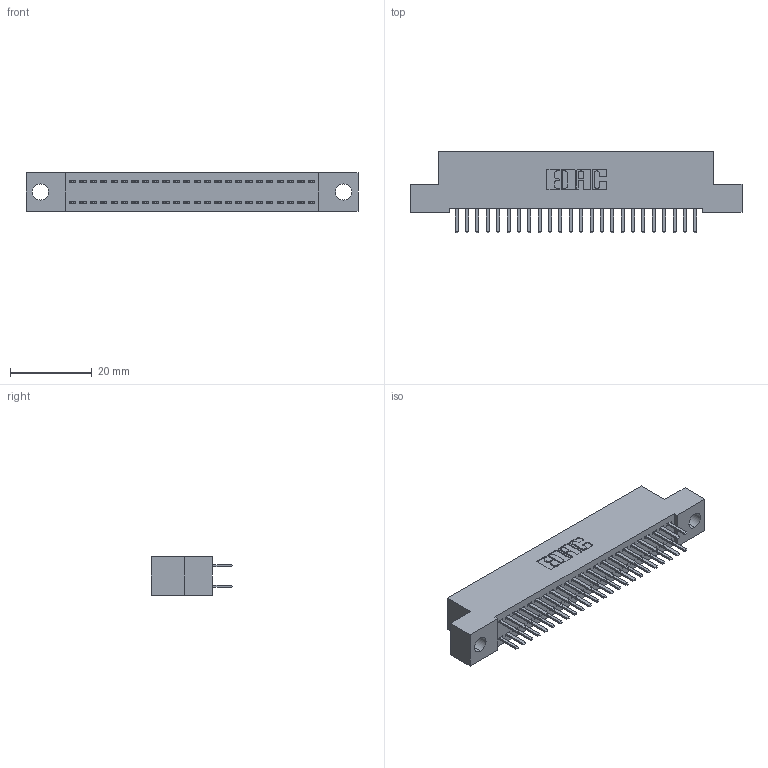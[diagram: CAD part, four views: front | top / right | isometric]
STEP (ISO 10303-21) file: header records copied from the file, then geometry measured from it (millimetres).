
FILE_DESCRIPTION (( 'STEP AP203' ), '1' );
FILE_NAME ('392-048-520-204.STEP', '2019-10-08T00:43:04', ( '' ), ( '' ), 'SwSTEP 2.0', 'SolidWorks 2016', '' );
FILE_SCHEMA (( 'CONFIG_CONTROL_DESIGN' ));
Length unit declared in the file: inch
Products named in the file (3): 342 Part_.156 TH; 345-292-001_345-293-120; 392-048-520-204
Assembly tree (49 placements, depth 2):
  392-048-520-204
    342 Part_.156 TH
    345-292-001_345-293-120  x48
Bounding box: 81.28 x 20.02 x 9.4 mm (x, y, z)
Volume: 7109.7 mm3; surface area: 10903.6 mm2
Topology: 49 solids, 49 shells, 2798 faces, 8123 edges, 5286 vertices
Faces by surface type: plane 1890, cylinder 908
Entity records: 17753 total; most frequent: CARTESIAN_POINT 2974, ORIENTED_EDGE 2898, DIRECTION 2561, EDGE_CURVE 1449, LINE 1317, VECTOR 1317, VERTEX_POINT 962, AXIS2_PLACEMENT_3D 622
